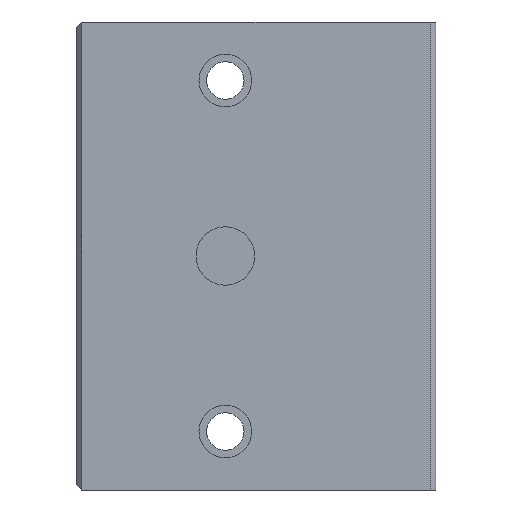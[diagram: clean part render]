
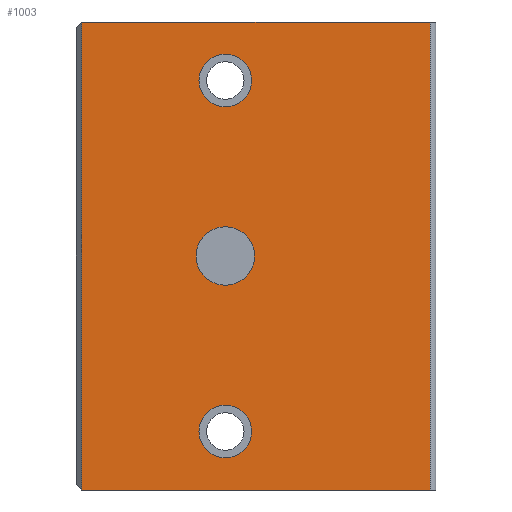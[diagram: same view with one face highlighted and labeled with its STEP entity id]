
A CAD part, left-side view. The second image highlights one B-rep face of the part: STEP entity #1003.
In plain terms, the highlighted planar face has unit normal (-1, 0, 0).
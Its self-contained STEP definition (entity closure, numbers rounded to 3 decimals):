
#1 = VERTEX_POINT ( 'NONE', #497 ) ;
#18 = ORIENTED_EDGE ( 'NONE', *, *, #158, .T. ) ;
#20 = ORIENTED_EDGE ( 'NONE', *, *, #249, .T. ) ;
#25 = DIRECTION ( 'NONE',  ( 0., 0., -1. ) ) ;
#50 = EDGE_CURVE ( 'NONE', #985, #1078, #1210, .T. ) ;
#52 = CARTESIAN_POINT ( 'NONE',  ( -20., 60.5, -40. ) ) ;
#63 = DIRECTION ( 'NONE',  ( 0., 0., -1. ) ) ;
#77 = LINE ( 'NONE', #366, #837 ) ;
#81 = DIRECTION ( 'NONE',  ( 0., 0., -1. ) ) ;
#84 = VECTOR ( 'NONE', #1022, 1000. ) ;
#111 = ORIENTED_EDGE ( 'NONE', *, *, #522, .T. ) ;
#118 = FACE_BOUND ( 'NONE', #891, .T. ) ;
#122 = VERTEX_POINT ( 'NONE', #1162 ) ;
#128 = CIRCLE ( 'NONE', #229, 5. ) ;
#158 = EDGE_CURVE ( 'NONE', #1219, #122, #355, .T. ) ;
#166 = DIRECTION ( 'NONE',  ( 1., 0., 0. ) ) ;
#194 = ORIENTED_EDGE ( 'NONE', *, *, #263, .T. ) ;
#218 = PLANE ( 'NONE',  #1016 ) ;
#226 = VERTEX_POINT ( 'NONE', #803 ) ;
#229 = AXIS2_PLACEMENT_3D ( 'NONE', #652, #637, #535 ) ;
#246 = ORIENTED_EDGE ( 'NONE', *, *, #1105, .T. ) ;
#249 = EDGE_CURVE ( 'NONE', #226, #1, #905, .T. ) ;
#263 = EDGE_CURVE ( 'NONE', #949, #1071, #720, .T. ) ;
#277 = CARTESIAN_POINT ( 'NONE',  ( -20., 36., 5. ) ) ;
#300 = CARTESIAN_POINT ( 'NONE',  ( -20., 36., -30. ) ) ;
#311 = ORIENTED_EDGE ( 'NONE', *, *, #1087, .T. ) ;
#319 = EDGE_CURVE ( 'NONE', #1078, #985, #1012, .T. ) ;
#332 = CARTESIAN_POINT ( 'NONE',  ( -20., 1., -40. ) ) ;
#337 = EDGE_CURVE ( 'NONE', #226, #1071, #77, .T. ) ;
#353 = AXIS2_PLACEMENT_3D ( 'NONE', #920, #166, #81 ) ;
#355 = CIRCLE ( 'NONE', #713, 4.5 ) ;
#360 = CIRCLE ( 'NONE', #434, 5. ) ;
#361 = DIRECTION ( 'NONE',  ( 0., 0., -1. ) ) ;
#365 = CARTESIAN_POINT ( 'NONE',  ( -20., 36., -5. ) ) ;
#366 = CARTESIAN_POINT ( 'NONE',  ( -20., 5., 40. ) ) ;
#368 = CARTESIAN_POINT ( 'NONE',  ( -20., 5., -40. ) ) ;
#387 = EDGE_LOOP ( 'NONE', ( #675, #788 ) ) ;
#432 = CARTESIAN_POINT ( 'NONE',  ( -20., 1., 40. ) ) ;
#434 = AXIS2_PLACEMENT_3D ( 'NONE', #562, #664, #1030 ) ;
#450 = CARTESIAN_POINT ( 'NONE',  ( -20., 36., -25.5 ) ) ;
#486 = AXIS2_PLACEMENT_3D ( 'NONE', #831, #546, #742 ) ;
#497 = CARTESIAN_POINT ( 'NONE',  ( -20., 60.5, -40. ) ) ;
#514 = DIRECTION ( 'NONE',  ( 0., 0., -1. ) ) ;
#521 = FACE_BOUND ( 'NONE', #387, .T. ) ;
#522 = EDGE_CURVE ( 'NONE', #122, #1219, #530, .T. ) ;
#530 = CIRCLE ( 'NONE', #353, 4.5 ) ;
#535 = DIRECTION ( 'NONE',  ( 0., 0., -1. ) ) ;
#545 = CARTESIAN_POINT ( 'NONE',  ( -20., 1., 40. ) ) ;
#546 = DIRECTION ( 'NONE',  ( 1., 0., 0. ) ) ;
#562 = CARTESIAN_POINT ( 'NONE',  ( -20., 36., 0. ) ) ;
#627 = CARTESIAN_POINT ( 'NONE',  ( -20., 36., 30. ) ) ;
#637 = DIRECTION ( 'NONE',  ( 1., 0., 0. ) ) ;
#645 = LINE ( 'NONE', #368, #84 ) ;
#646 = DIRECTION ( 'NONE',  ( 0., -1., 0. ) ) ;
#652 = CARTESIAN_POINT ( 'NONE',  ( -20., 36., 0. ) ) ;
#664 = DIRECTION ( 'NONE',  ( 1., 0., 0. ) ) ;
#669 = VECTOR ( 'NONE', #992, 1000. ) ;
#675 = ORIENTED_EDGE ( 'NONE', *, *, #50, .T. ) ;
#713 = AXIS2_PLACEMENT_3D ( 'NONE', #627, #982, #361 ) ;
#720 = LINE ( 'NONE', #432, #669 ) ;
#742 = DIRECTION ( 'NONE',  ( 0., 0., -1. ) ) ;
#764 = VECTOR ( 'NONE', #63, 1000. ) ;
#778 = VERTEX_POINT ( 'NONE', #277 ) ;
#788 = ORIENTED_EDGE ( 'NONE', *, *, #319, .T. ) ;
#800 = EDGE_CURVE ( 'NONE', #778, #1032, #360, .T. ) ;
#803 = CARTESIAN_POINT ( 'NONE',  ( -20., 60.5, 40. ) ) ;
#831 = CARTESIAN_POINT ( 'NONE',  ( -20., 36., -30. ) ) ;
#837 = VECTOR ( 'NONE', #646, 1000. ) ;
#843 = EDGE_LOOP ( 'NONE', ( #1037, #20, #246, #194 ) ) ;
#868 = FACE_OUTER_BOUND ( 'NONE', #843, .T. ) ;
#891 = EDGE_LOOP ( 'NONE', ( #18, #111 ) ) ;
#893 = DIRECTION ( 'NONE',  ( 1., 0., 0. ) ) ;
#905 = LINE ( 'NONE', #52, #764 ) ;
#920 = CARTESIAN_POINT ( 'NONE',  ( -20., 36., 30. ) ) ;
#949 = VERTEX_POINT ( 'NONE', #332 ) ;
#982 = DIRECTION ( 'NONE',  ( 1., 0., 0. ) ) ;
#984 = CARTESIAN_POINT ( 'NONE',  ( -20., 36., -34.5 ) ) ;
#985 = VERTEX_POINT ( 'NONE', #984 ) ;
#992 = DIRECTION ( 'NONE',  ( 0., 0., 1. ) ) ;
#1003 = ADVANCED_FACE ( 'NONE', ( #1060, #118, #521, #868 ), #218, .F. ) ;
#1012 = CIRCLE ( 'NONE', #486, 4.5 ) ;
#1016 = AXIS2_PLACEMENT_3D ( 'NONE', #1068, #893, #25 ) ;
#1021 = ORIENTED_EDGE ( 'NONE', *, *, #800, .T. ) ;
#1022 = DIRECTION ( 'NONE',  ( 0., -1., 0. ) ) ;
#1026 = EDGE_LOOP ( 'NONE', ( #311, #1021 ) ) ;
#1030 = DIRECTION ( 'NONE',  ( 0., 0., -1. ) ) ;
#1032 = VERTEX_POINT ( 'NONE', #365 ) ;
#1037 = ORIENTED_EDGE ( 'NONE', *, *, #337, .F. ) ;
#1060 = FACE_BOUND ( 'NONE', #1026, .T. ) ;
#1068 = CARTESIAN_POINT ( 'NONE',  ( -20., 5., -40. ) ) ;
#1071 = VERTEX_POINT ( 'NONE', #545 ) ;
#1078 = VERTEX_POINT ( 'NONE', #450 ) ;
#1087 = EDGE_CURVE ( 'NONE', #1032, #778, #128, .T. ) ;
#1105 = EDGE_CURVE ( 'NONE', #1, #949, #645, .T. ) ;
#1110 = AXIS2_PLACEMENT_3D ( 'NONE', #300, #1168, #514 ) ;
#1134 = CARTESIAN_POINT ( 'NONE',  ( -20., 36., 25.5 ) ) ;
#1162 = CARTESIAN_POINT ( 'NONE',  ( -20., 36., 34.5 ) ) ;
#1168 = DIRECTION ( 'NONE',  ( 1., 0., 0. ) ) ;
#1210 = CIRCLE ( 'NONE', #1110, 4.5 ) ;
#1219 = VERTEX_POINT ( 'NONE', #1134 ) ;
